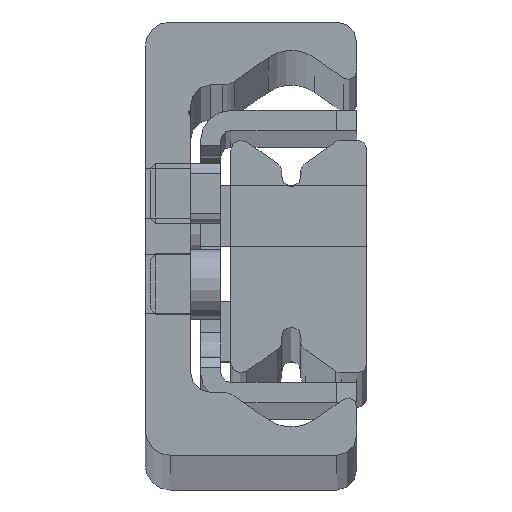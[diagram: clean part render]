
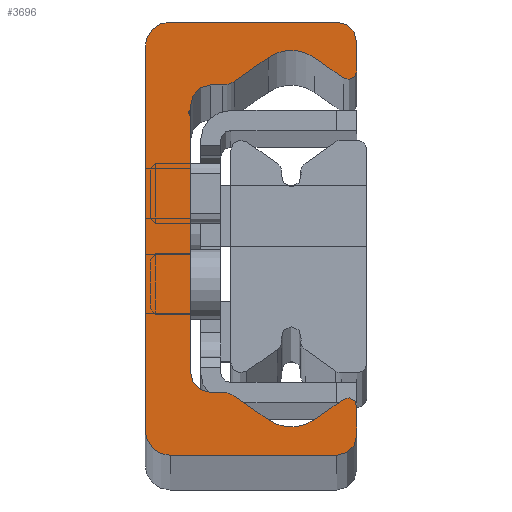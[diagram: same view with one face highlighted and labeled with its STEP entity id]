
A CAD part, top view. The second image highlights one B-rep face of the part: STEP entity #3696.
In plain terms, the highlighted planar face has unit normal (0, 0, 1).
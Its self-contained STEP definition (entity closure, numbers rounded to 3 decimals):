
#2558=CARTESIAN_POINT('',(2.499,0.,1970.0));
#2559=VERTEX_POINT('',#2558);
#2560=CARTESIAN_POINT('',(-0.001,2.5,1970.0));
#2561=VERTEX_POINT('',#2560);
#2562=CARTESIAN_POINT('',(2.499,2.5,1970.0));
#2563=DIRECTION('',(0.0,0.0,-1.0));
#2564=DIRECTION('',(-1.0,0.0,0.0));
#2565=AXIS2_PLACEMENT_3D('',#2562,#2563,#2564);
#2566=CIRCLE('',#2565,2.5);
#2567=EDGE_CURVE('',#2559,#2561,#2566,.T.);
#2600=CARTESIAN_POINT('',(-0.001,40.5,1970.0));
#2601=VERTEX_POINT('',#2600);
#2602=CARTESIAN_POINT('',(-0.001,2.5,1970.0));
#2603=DIRECTION('',(0.0,1.0,0.0));
#2604=VECTOR('',#2603,38.);
#2605=LINE('',#2602,#2604);
#2606=EDGE_CURVE('',#2561,#2601,#2605,.T.);
#2718=CARTESIAN_POINT('',(2.499,43.0,1970.0));
#2719=VERTEX_POINT('',#2718);
#2720=CARTESIAN_POINT('',(2.499,40.5,1970.0));
#2721=DIRECTION('',(0.0,0.0,-1.0));
#2722=DIRECTION('',(0.0,1.0,0.0));
#2723=AXIS2_PLACEMENT_3D('',#2720,#2721,#2722);
#2724=CIRCLE('',#2723,2.5);
#2725=EDGE_CURVE('',#2601,#2719,#2724,.T.);
#2751=CARTESIAN_POINT('',(18.999,43.0,1970.0));
#2752=VERTEX_POINT('',#2751);
#2753=CARTESIAN_POINT('',(2.499,43.0,1970.0));
#2754=DIRECTION('',(1.0,0.0,0.0));
#2755=VECTOR('',#2754,16.5);
#2756=LINE('',#2753,#2755);
#2757=EDGE_CURVE('',#2719,#2752,#2756,.T.);
#2782=CARTESIAN_POINT('',(20.999,41.0,1970.0));
#2783=VERTEX_POINT('',#2782);
#2784=CARTESIAN_POINT('',(18.999,41.0,1970.0));
#2785=DIRECTION('',(0.0,0.0,-1.0));
#2786=DIRECTION('',(1.0,0.0,0.0));
#2787=AXIS2_PLACEMENT_3D('',#2784,#2785,#2786);
#2788=CIRCLE('',#2787,2.);
#2789=EDGE_CURVE('',#2752,#2783,#2788,.T.);
#2815=CARTESIAN_POINT('',(20.999,38.15,1970.0));
#2816=VERTEX_POINT('',#2815);
#2817=CARTESIAN_POINT('',(20.999,41.0,1970.0));
#2818=DIRECTION('',(0.0,-1.0,0.0));
#2819=VECTOR('',#2818,2.85);
#2820=LINE('',#2817,#2819);
#2821=EDGE_CURVE('',#2783,#2816,#2820,.T.);
#2846=CARTESIAN_POINT('',(19.662,37.453,1970.0));
#2847=VERTEX_POINT('',#2846);
#2848=CARTESIAN_POINT('',(20.149,38.15,1970.0));
#2849=DIRECTION('',(0.0,0.0,-1.0));
#2850=DIRECTION('',(-0.574,-0.819,0.0));
#2851=AXIS2_PLACEMENT_3D('',#2848,#2849,#2850);
#2852=CIRCLE('',#2851,0.85);
#2853=EDGE_CURVE('',#2816,#2847,#2852,.T.);
#2879=CARTESIAN_POINT('',(16.794,39.462,1970.0));
#2880=VERTEX_POINT('',#2879);
#2881=CARTESIAN_POINT('',(19.662,37.453,1970.0));
#2882=DIRECTION('',(-0.819,0.574,0.0));
#2883=VECTOR('',#2882,3.501);
#2884=LINE('',#2881,#2883);
#2885=EDGE_CURVE('',#2847,#2880,#2884,.T.);
#2910=CARTESIAN_POINT('',(12.205,39.462,1970.0));
#2911=VERTEX_POINT('',#2910);
#2912=CARTESIAN_POINT('',(14.499,36.185,1970.0));
#2913=DIRECTION('',(0.0,0.0,1.0));
#2914=DIRECTION('',(-0.574,-0.819,0.0));
#2915=AXIS2_PLACEMENT_3D('',#2912,#2913,#2914);
#2916=CIRCLE('',#2915,4.);
#2917=EDGE_CURVE('',#2880,#2911,#2916,.T.);
#2943=CARTESIAN_POINT('',(8.849,37.112,1970.0));
#2944=VERTEX_POINT('',#2943);
#2945=CARTESIAN_POINT('',(12.205,39.462,1970.0));
#2946=DIRECTION('',(-0.819,-0.574,0.0));
#2947=VECTOR('',#2946,4.097);
#2948=LINE('',#2945,#2947);
#2949=EDGE_CURVE('',#2911,#2944,#2948,.T.);
#2974=CARTESIAN_POINT('',(7.702,36.75,1970.0));
#2975=VERTEX_POINT('',#2974);
#2976=CARTESIAN_POINT('',(7.702,38.75,1970.0));
#2977=DIRECTION('',(0.0,0.0,-1.0));
#2978=DIRECTION('',(0.0,-1.0,0.0));
#2979=AXIS2_PLACEMENT_3D('',#2976,#2977,#2978);
#2980=CIRCLE('',#2979,2.);
#2981=EDGE_CURVE('',#2944,#2975,#2980,.T.);
#3007=CARTESIAN_POINT('',(6.499,36.75,1970.0));
#3008=VERTEX_POINT('',#3007);
#3009=CARTESIAN_POINT('',(7.702,36.75,1970.0));
#3010=DIRECTION('',(-1.0,0.0,0.0));
#3011=VECTOR('',#3010,1.203);
#3012=LINE('',#3009,#3011);
#3013=EDGE_CURVE('',#2975,#3008,#3012,.T.);
#3038=CARTESIAN_POINT('',(4.499,34.75,1970.0));
#3039=VERTEX_POINT('',#3038);
#3040=CARTESIAN_POINT('',(6.499,34.75,1970.0));
#3041=DIRECTION('',(0.0,0.0,1.0));
#3042=DIRECTION('',(0.0,-1.0,0.0));
#3043=AXIS2_PLACEMENT_3D('',#3040,#3041,#3042);
#3044=CIRCLE('',#3043,2.0);
#3045=EDGE_CURVE('',#3008,#3039,#3044,.T.);
#3071=CARTESIAN_POINT('',(4.499,34.361,1970.0));
#3072=VERTEX_POINT('',#3071);
#3073=CARTESIAN_POINT('',(4.499,34.75,1970.0));
#3074=DIRECTION('',(0.0,-1.0,0.0));
#3075=VECTOR('',#3074,0.389);
#3076=LINE('',#3073,#3075);
#3077=EDGE_CURVE('',#3039,#3072,#3076,.T.);
#3102=CARTESIAN_POINT('',(4.411,34.234,1970.0));
#3103=VERTEX_POINT('',#3102);
#3104=CARTESIAN_POINT('',(4.363,34.361,1970.0));
#3105=DIRECTION('',(0.0,0.0,-1.));
#3106=DIRECTION('',(0.353,-0.936,0.0));
#3107=AXIS2_PLACEMENT_3D('',#3104,#3105,#3106);
#3108=CIRCLE('',#3107,0.136);
#3109=EDGE_CURVE('',#3072,#3103,#3108,.T.);
#3135=CARTESIAN_POINT('',(4.422,33.762,1970.0));
#3136=VERTEX_POINT('',#3135);
#3137=CARTESIAN_POINT('',(4.499,34.0,1970.0));
#3138=DIRECTION('',(0.0,0.0,1.0));
#3139=DIRECTION('',(0.353,-0.936,0.0));
#3140=AXIS2_PLACEMENT_3D('',#3137,#3138,#3139);
#3141=CIRCLE('',#3140,0.25);
#3142=EDGE_CURVE('',#3103,#3136,#3141,.T.);
#3168=CARTESIAN_POINT('',(4.499,33.656,1970.0));
#3169=VERTEX_POINT('',#3168);
#3170=CARTESIAN_POINT('',(4.387,33.656,1970.0));
#3171=DIRECTION('',(0.0,0.0,-1.0));
#3172=DIRECTION('',(1.0,0.0,0.0));
#3173=AXIS2_PLACEMENT_3D('',#3170,#3171,#3172);
#3174=CIRCLE('',#3173,0.112);
#3175=EDGE_CURVE('',#3136,#3169,#3174,.T.);
#3201=CARTESIAN_POINT('',(4.499,8.25,1970.0));
#3202=VERTEX_POINT('',#3201);
#3203=CARTESIAN_POINT('',(4.499,33.656,1970.0));
#3204=DIRECTION('',(0.0,-1.0,0.0));
#3205=VECTOR('',#3204,25.406);
#3206=LINE('',#3203,#3205);
#3207=EDGE_CURVE('',#3169,#3202,#3206,.T.);
#3319=CARTESIAN_POINT('',(6.499,6.25,1970.0));
#3320=VERTEX_POINT('',#3319);
#3321=CARTESIAN_POINT('',(6.499,8.25,1970.0));
#3322=DIRECTION('',(0.0,0.0,1.0));
#3323=DIRECTION('',(1.0,0.0,0.0));
#3324=AXIS2_PLACEMENT_3D('',#3321,#3322,#3323);
#3325=CIRCLE('',#3324,2.0);
#3326=EDGE_CURVE('',#3202,#3320,#3325,.T.);
#3352=CARTESIAN_POINT('',(7.702,6.25,1970.0));
#3353=VERTEX_POINT('',#3352);
#3354=CARTESIAN_POINT('',(6.499,6.25,1970.0));
#3355=DIRECTION('',(1.0,0.0,0.0));
#3356=VECTOR('',#3355,1.203);
#3357=LINE('',#3354,#3356);
#3358=EDGE_CURVE('',#3320,#3353,#3357,.T.);
#3383=CARTESIAN_POINT('',(8.849,5.888,1970.0));
#3384=VERTEX_POINT('',#3383);
#3385=CARTESIAN_POINT('',(7.702,4.25,1970.0));
#3386=DIRECTION('',(0.0,0.0,-1.0));
#3387=DIRECTION('',(0.574,0.819,0.0));
#3388=AXIS2_PLACEMENT_3D('',#3385,#3386,#3387);
#3389=CIRCLE('',#3388,2.);
#3390=EDGE_CURVE('',#3353,#3384,#3389,.T.);
#3416=CARTESIAN_POINT('',(12.205,3.538,1970.0));
#3417=VERTEX_POINT('',#3416);
#3418=CARTESIAN_POINT('',(8.849,5.888,1970.0));
#3419=DIRECTION('',(0.819,-0.574,0.0));
#3420=VECTOR('',#3419,4.097);
#3421=LINE('',#3418,#3420);
#3422=EDGE_CURVE('',#3384,#3417,#3421,.T.);
#3447=CARTESIAN_POINT('',(16.794,3.538,1970.0));
#3448=VERTEX_POINT('',#3447);
#3449=CARTESIAN_POINT('',(14.499,6.815,1970.0));
#3450=DIRECTION('',(0.0,0.0,1.0));
#3451=DIRECTION('',(0.574,0.819,0.0));
#3452=AXIS2_PLACEMENT_3D('',#3449,#3450,#3451);
#3453=CIRCLE('',#3452,4.);
#3454=EDGE_CURVE('',#3417,#3448,#3453,.T.);
#3480=CARTESIAN_POINT('',(19.662,5.547,1970.0));
#3481=VERTEX_POINT('',#3480);
#3482=CARTESIAN_POINT('',(16.794,3.538,1970.0));
#3483=DIRECTION('',(0.819,0.574,0.0));
#3484=VECTOR('',#3483,3.501);
#3485=LINE('',#3482,#3484);
#3486=EDGE_CURVE('',#3448,#3481,#3485,.T.);
#3511=CARTESIAN_POINT('',(20.999,4.85,1970.0));
#3512=VERTEX_POINT('',#3511);
#3513=CARTESIAN_POINT('',(20.149,4.85,1970.0));
#3514=DIRECTION('',(0.0,0.0,-1.0));
#3515=DIRECTION('',(1.0,0.0,0.0));
#3516=AXIS2_PLACEMENT_3D('',#3513,#3514,#3515);
#3517=CIRCLE('',#3516,0.85);
#3518=EDGE_CURVE('',#3481,#3512,#3517,.T.);
#3544=CARTESIAN_POINT('',(20.999,2.,1970.0));
#3545=VERTEX_POINT('',#3544);
#3546=CARTESIAN_POINT('',(20.999,4.85,1970.0));
#3547=DIRECTION('',(0.0,-1.0,0.0));
#3548=VECTOR('',#3547,2.85);
#3549=LINE('',#3546,#3548);
#3550=EDGE_CURVE('',#3512,#3545,#3549,.T.);
#3575=CARTESIAN_POINT('',(18.999,0.,1970.0));
#3576=VERTEX_POINT('',#3575);
#3577=CARTESIAN_POINT('',(18.999,2.,1970.0));
#3578=DIRECTION('',(0.0,0.0,-1.0));
#3579=DIRECTION('',(0.0,-1.0,0.0));
#3580=AXIS2_PLACEMENT_3D('',#3577,#3578,#3579);
#3581=CIRCLE('',#3580,2.);
#3582=EDGE_CURVE('',#3545,#3576,#3581,.T.);
#3608=CARTESIAN_POINT('',(18.999,0.,1970.0));
#3609=DIRECTION('',(-1.0,0.0,0.0));
#3610=VECTOR('',#3609,16.5);
#3611=LINE('',#3608,#3610);
#3612=EDGE_CURVE('',#3576,#2559,#3611,.T.);
#3661=CARTESIAN_POINT('',(7.822,21.517,1970.0));
#3662=DIRECTION('',(0.0,0.0,1.0));
#3663=DIRECTION('',(1.0,0.0,0.0));
#3664=AXIS2_PLACEMENT_3D('',#3661,#3662,#3663);
#3665=PLANE('',#3664);
#3666=ORIENTED_EDGE('',*,*,#2567,.F.);
#3667=ORIENTED_EDGE('',*,*,#3612,.F.);
#3668=ORIENTED_EDGE('',*,*,#3582,.F.);
#3669=ORIENTED_EDGE('',*,*,#3550,.F.);
#3670=ORIENTED_EDGE('',*,*,#3518,.F.);
#3671=ORIENTED_EDGE('',*,*,#3486,.F.);
#3672=ORIENTED_EDGE('',*,*,#3454,.F.);
#3673=ORIENTED_EDGE('',*,*,#3422,.F.);
#3674=ORIENTED_EDGE('',*,*,#3390,.F.);
#3675=ORIENTED_EDGE('',*,*,#3358,.F.);
#3676=ORIENTED_EDGE('',*,*,#3326,.F.);
#3677=ORIENTED_EDGE('',*,*,#3207,.F.);
#3678=ORIENTED_EDGE('',*,*,#3175,.F.);
#3679=ORIENTED_EDGE('',*,*,#3142,.F.);
#3680=ORIENTED_EDGE('',*,*,#3109,.F.);
#3681=ORIENTED_EDGE('',*,*,#3077,.F.);
#3682=ORIENTED_EDGE('',*,*,#3045,.F.);
#3683=ORIENTED_EDGE('',*,*,#3013,.F.);
#3684=ORIENTED_EDGE('',*,*,#2981,.F.);
#3685=ORIENTED_EDGE('',*,*,#2949,.F.);
#3686=ORIENTED_EDGE('',*,*,#2917,.F.);
#3687=ORIENTED_EDGE('',*,*,#2885,.F.);
#3688=ORIENTED_EDGE('',*,*,#2853,.F.);
#3689=ORIENTED_EDGE('',*,*,#2821,.F.);
#3690=ORIENTED_EDGE('',*,*,#2789,.F.);
#3691=ORIENTED_EDGE('',*,*,#2757,.F.);
#3692=ORIENTED_EDGE('',*,*,#2725,.F.);
#3693=ORIENTED_EDGE('',*,*,#2606,.F.);
#3694=EDGE_LOOP('',(#3666,#3667,#3668,#3669,#3670,#3671,#3672,#3673,#3674,#3675,#3676,#3677,#3678,#3679,#3680,#3681,#3682,#3683,#3684,#3685,#3686,#3687,#3688,#3689,#3690,#3691,#3692,#3693));
#3695=FACE_OUTER_BOUND('',#3694,.T.);
#3696=ADVANCED_FACE('',(#3695),#3665,.T.);
